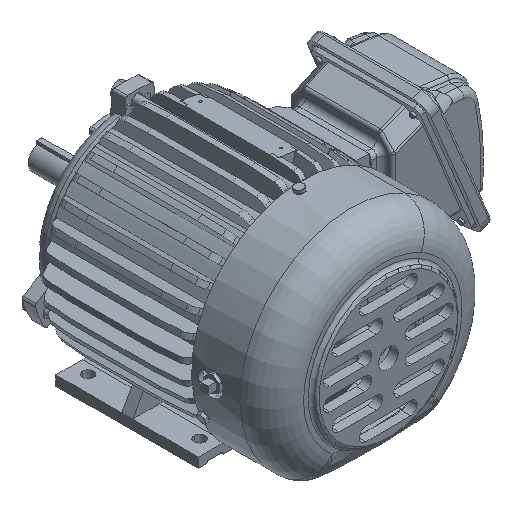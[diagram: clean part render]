
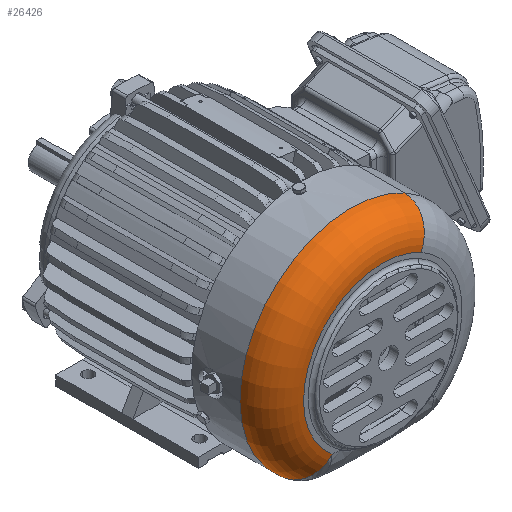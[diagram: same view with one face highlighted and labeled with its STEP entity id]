
A CAD part, isometric view. The second image highlights one B-rep face of the part: STEP entity #26426.
In plain terms, the highlighted toroidal (fillet/blend) face has major radius 72.25 mm and minor radius 29 mm.
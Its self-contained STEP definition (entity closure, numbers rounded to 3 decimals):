
#26381=CARTESIAN_POINT('Axis2P3D Location',(0.,-119.,0.)) ;
#26386=CARTESIAN_POINT('Axis2P3D Location',(0.,-148.,0.)) ;
#26390=CARTESIAN_POINT('Vertex',(-46.288,-148.,-55.475)) ;
#26392=CARTESIAN_POINT('Vertex',(34.638,-148.,63.405)) ;
#26395=CARTESIAN_POINT('Axis2P3D Location',(34.638,-119.,63.405)) ;
#26399=CARTESIAN_POINT('Vertex',(48.542,-119.,88.855)) ;
#26402=CARTESIAN_POINT('Axis2P3D Location',(0.,-119.,0.)) ;
#26406=CARTESIAN_POINT('Vertex',(-64.868,-119.,-77.742)) ;
#26410=CARTESIAN_POINT('Control Point',(-46.288,-148.,-55.475)) ;
#26411=CARTESIAN_POINT('Control Point',(-49.446,-148.,-59.259)) ;
#26412=CARTESIAN_POINT('Control Point',(-52.604,-146.953,-63.044)) ;
#26413=CARTESIAN_POINT('Control Point',(-55.571,-144.857,-66.6)) ;
#26414=CARTESIAN_POINT('Control Point',(-60.356,-139.291,-72.334)) ;
#26415=CARTESIAN_POINT('Control Point',(-63.419,-131.364,-76.005)) ;
#26416=CARTESIAN_POINT('Control Point',(-64.385,-127.363,-77.163)) ;
#26417=CARTESIAN_POINT('Control Point',(-64.868,-123.182,-77.742)) ;
#26418=CARTESIAN_POINT('Control Point',(-64.868,-119.,-77.742)) ;
#26382=DIRECTION('Axis2P3D Direction',(0.,1.,0.)) ;
#26383=DIRECTION('Axis2P3D XDirection',(0.479,0.,0.878)) ;
#26387=DIRECTION('Axis2P3D Direction',(0.,1.,0.)) ;
#26396=DIRECTION('Axis2P3D Direction',(-0.878,0.,0.479)) ;
#26403=DIRECTION('Axis2P3D Direction',(0.,1.,0.)) ;
#26384=AXIS2_PLACEMENT_3D('Torus Axis2P3D',#26381,#26382,#26383) ;
#26388=AXIS2_PLACEMENT_3D('Circle Axis2P3D',#26386,#26387,$) ;
#26397=AXIS2_PLACEMENT_3D('Circle Axis2P3D',#26395,#26396,$) ;
#26404=AXIS2_PLACEMENT_3D('Circle Axis2P3D',#26402,#26403,$) ;
#26421=ORIENTED_EDGE('',*,*,#26394,.T.) ;
#26422=ORIENTED_EDGE('',*,*,#26401,.F.) ;
#26423=ORIENTED_EDGE('',*,*,#26408,.F.) ;
#26424=ORIENTED_EDGE('',*,*,#26419,.F.) ;
#26426=ADVANCED_FACE('',(#26425),#26385,.T.) ;
#26409=B_SPLINE_CURVE_WITH_KNOTS('',5,(#26410,#26411,#26412,#26413,#26414,#26415,#26416,#26417,#26418),.UNSPECIFIED.,.F.,.U.,(6,3,6),(0.,34.853,64.421),.UNSPECIFIED.) ;
#26389=CIRCLE('generated circle',#26388,72.25) ;
#26398=CIRCLE('generated circle',#26397,29.) ;
#26405=CIRCLE('generated circle',#26404,101.25) ;
#26385=TOROIDAL_SURFACE('homeo Torus',#26384,72.25,29.) ;
#26394=EDGE_CURVE('',#26391,#26393,#26389,.T.) ;
#26401=EDGE_CURVE('',#26400,#26393,#26398,.F.) ;
#26408=EDGE_CURVE('',#26407,#26400,#26405,.T.) ;
#26419=EDGE_CURVE('',#26391,#26407,#26409,.T.) ;
#26420=EDGE_LOOP('',(#26421,#26422,#26423,#26424)) ;
#26425=FACE_OUTER_BOUND('',#26420,.T.) ;
#26391=VERTEX_POINT('',#26390) ;
#26393=VERTEX_POINT('',#26392) ;
#26400=VERTEX_POINT('',#26399) ;
#26407=VERTEX_POINT('',#26406) ;
